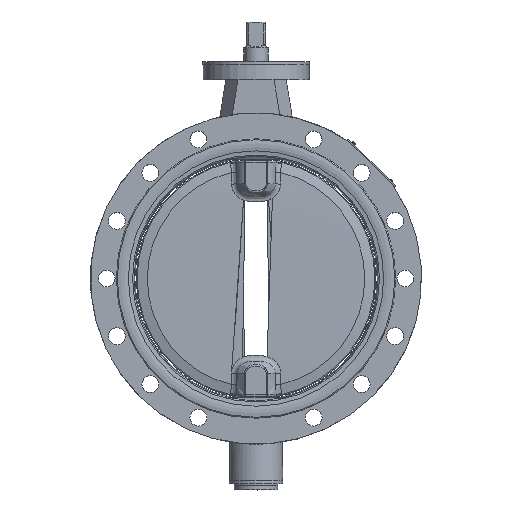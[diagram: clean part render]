
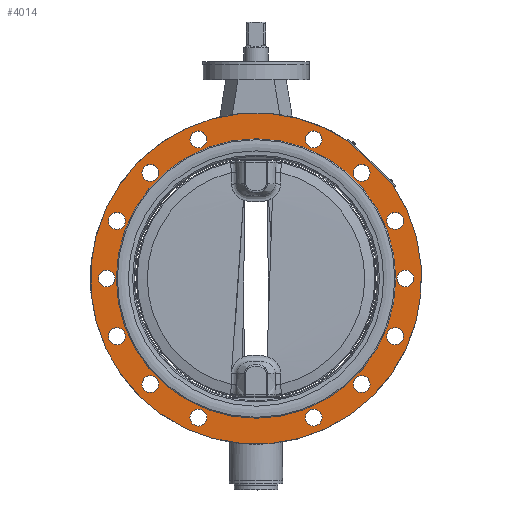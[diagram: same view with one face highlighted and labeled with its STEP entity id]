
A CAD part, top view. The second image highlights one B-rep face of the part: STEP entity #4014.
In plain terms, the highlighted planar face has unit normal (0, 0, 1).
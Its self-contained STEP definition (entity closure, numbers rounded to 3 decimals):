
#917=CARTESIAN_POINT('',(77.929,113.284,25.0));
#918=VERTEX_POINT('',#917);
#925=CARTESIAN_POINT('',(113.284,77.929,25.0));
#926=VERTEX_POINT('',#925);
#927=CARTESIAN_POINT('',(113.284,77.929,25.0));
#928=DIRECTION('',(-0.707,0.707,0.0));
#929=VECTOR('',#928,50.);
#930=LINE('',#927,#929);
#931=EDGE_CURVE('',#926,#918,#930,.T.);
#3369=CARTESIAN_POINT('',(-40.835,-115.485,25.0));
#3370=VERTEX_POINT('',#3369);
#3371=CARTESIAN_POINT('',(-47.835,-115.485,25.0));
#3372=DIRECTION('',(0.0,0.0,-1.0));
#3373=DIRECTION('',(-1.0,0.0,0.0));
#3374=AXIS2_PLACEMENT_3D('',#3371,#3372,#3373);
#3375=CIRCLE('',#3374,7.);
#3376=EDGE_CURVE('',#3370,#3370,#3375,.T.);
#3397=CARTESIAN_POINT('',(-80.681,-87.681,25.0));
#3398=VERTEX_POINT('',#3397);
#3399=CARTESIAN_POINT('',(-87.681,-87.681,25.0));
#3400=DIRECTION('',(0.0,0.0,-1.0));
#3401=DIRECTION('',(-1.0,0.0,0.0));
#3402=AXIS2_PLACEMENT_3D('',#3399,#3400,#3401);
#3403=CIRCLE('',#3402,7.);
#3404=EDGE_CURVE('',#3398,#3398,#3403,.T.);
#3425=CARTESIAN_POINT('',(-108.485,-47.835,25.0));
#3426=VERTEX_POINT('',#3425);
#3427=CARTESIAN_POINT('',(-115.485,-47.835,25.0));
#3428=DIRECTION('',(0.0,0.0,-1.0));
#3429=DIRECTION('',(-1.0,0.0,0.0));
#3430=AXIS2_PLACEMENT_3D('',#3427,#3428,#3429);
#3431=CIRCLE('',#3430,7.);
#3432=EDGE_CURVE('',#3426,#3426,#3431,.T.);
#3453=CARTESIAN_POINT('',(-117.,0.,25.0));
#3454=VERTEX_POINT('',#3453);
#3455=CARTESIAN_POINT('',(-124.0,0.0,25.0));
#3456=DIRECTION('',(0.0,0.0,-1.0));
#3457=DIRECTION('',(-1.0,0.0,0.0));
#3458=AXIS2_PLACEMENT_3D('',#3455,#3456,#3457);
#3459=CIRCLE('',#3458,7.);
#3460=EDGE_CURVE('',#3454,#3454,#3459,.T.);
#3481=CARTESIAN_POINT('',(-108.485,47.835,25.0));
#3482=VERTEX_POINT('',#3481);
#3483=CARTESIAN_POINT('',(-115.485,47.835,25.0));
#3484=DIRECTION('',(0.0,0.0,-1.0));
#3485=DIRECTION('',(-1.0,0.0,0.0));
#3486=AXIS2_PLACEMENT_3D('',#3483,#3484,#3485);
#3487=CIRCLE('',#3486,7.);
#3488=EDGE_CURVE('',#3482,#3482,#3487,.T.);
#3509=CARTESIAN_POINT('',(-80.681,87.681,25.0));
#3510=VERTEX_POINT('',#3509);
#3511=CARTESIAN_POINT('',(-87.681,87.681,25.0));
#3512=DIRECTION('',(0.0,0.0,-1.0));
#3513=DIRECTION('',(-1.0,0.0,0.0));
#3514=AXIS2_PLACEMENT_3D('',#3511,#3512,#3513);
#3515=CIRCLE('',#3514,7.);
#3516=EDGE_CURVE('',#3510,#3510,#3515,.T.);
#3537=CARTESIAN_POINT('',(-40.835,115.485,25.0));
#3538=VERTEX_POINT('',#3537);
#3539=CARTESIAN_POINT('',(-47.835,115.485,25.0));
#3540=DIRECTION('',(0.0,0.0,-1.0));
#3541=DIRECTION('',(-1.0,0.0,0.0));
#3542=AXIS2_PLACEMENT_3D('',#3539,#3540,#3541);
#3543=CIRCLE('',#3542,7.);
#3544=EDGE_CURVE('',#3538,#3538,#3543,.T.);
#3565=CARTESIAN_POINT('',(122.485,-47.835,25.0));
#3566=VERTEX_POINT('',#3565);
#3567=CARTESIAN_POINT('',(115.485,-47.835,25.0));
#3568=DIRECTION('',(0.0,0.0,-1.0));
#3569=DIRECTION('',(-1.0,0.0,0.0));
#3570=AXIS2_PLACEMENT_3D('',#3567,#3568,#3569);
#3571=CIRCLE('',#3570,7.);
#3572=EDGE_CURVE('',#3566,#3566,#3571,.T.);
#3593=CARTESIAN_POINT('',(94.681,-87.681,25.0));
#3594=VERTEX_POINT('',#3593);
#3595=CARTESIAN_POINT('',(87.681,-87.681,25.0));
#3596=DIRECTION('',(0.0,0.0,-1.0));
#3597=DIRECTION('',(-1.0,0.0,0.0));
#3598=AXIS2_PLACEMENT_3D('',#3595,#3596,#3597);
#3599=CIRCLE('',#3598,7.);
#3600=EDGE_CURVE('',#3594,#3594,#3599,.T.);
#3621=CARTESIAN_POINT('',(54.835,-115.485,25.0));
#3622=VERTEX_POINT('',#3621);
#3623=CARTESIAN_POINT('',(47.835,-115.485,25.0));
#3624=DIRECTION('',(0.0,0.0,-1.0));
#3625=DIRECTION('',(-1.0,0.0,0.0));
#3626=AXIS2_PLACEMENT_3D('',#3623,#3624,#3625);
#3627=CIRCLE('',#3626,7.);
#3628=EDGE_CURVE('',#3622,#3622,#3627,.T.);
#3649=CARTESIAN_POINT('',(54.835,115.485,25.0));
#3650=VERTEX_POINT('',#3649);
#3651=CARTESIAN_POINT('',(47.835,115.485,25.0));
#3652=DIRECTION('',(0.0,0.0,-1.0));
#3653=DIRECTION('',(-1.0,0.0,0.0));
#3654=AXIS2_PLACEMENT_3D('',#3651,#3652,#3653);
#3655=CIRCLE('',#3654,7.);
#3656=EDGE_CURVE('',#3650,#3650,#3655,.T.);
#3677=CARTESIAN_POINT('',(94.681,87.681,25.0));
#3678=VERTEX_POINT('',#3677);
#3679=CARTESIAN_POINT('',(87.681,87.681,25.0));
#3680=DIRECTION('',(0.0,0.0,-1.0));
#3681=DIRECTION('',(-1.0,0.0,0.0));
#3682=AXIS2_PLACEMENT_3D('',#3679,#3680,#3681);
#3683=CIRCLE('',#3682,7.);
#3684=EDGE_CURVE('',#3678,#3678,#3683,.T.);
#3705=CARTESIAN_POINT('',(122.485,47.835,25.0));
#3706=VERTEX_POINT('',#3705);
#3707=CARTESIAN_POINT('',(115.485,47.835,25.0));
#3708=DIRECTION('',(0.0,0.0,-1.0));
#3709=DIRECTION('',(-1.0,0.0,0.0));
#3710=AXIS2_PLACEMENT_3D('',#3707,#3708,#3709);
#3711=CIRCLE('',#3710,7.);
#3712=EDGE_CURVE('',#3706,#3706,#3711,.T.);
#3733=CARTESIAN_POINT('',(131.0,0.,25.0));
#3734=VERTEX_POINT('',#3733);
#3735=CARTESIAN_POINT('',(124.0,0.0,25.0));
#3736=DIRECTION('',(0.0,0.0,-1.0));
#3737=DIRECTION('',(-1.0,0.0,0.0));
#3738=AXIS2_PLACEMENT_3D('',#3735,#3736,#3737);
#3739=CIRCLE('',#3738,7.);
#3740=EDGE_CURVE('',#3734,#3734,#3739,.T.);
#3942=CARTESIAN_POINT('',(-116.0,0.,25.0));
#3943=VERTEX_POINT('',#3942);
#3944=CARTESIAN_POINT('',(0.0,0.0,25.0));
#3945=DIRECTION('',(0.0,0.0,1.0));
#3946=DIRECTION('',(1.0,0.0,0.0));
#3947=AXIS2_PLACEMENT_3D('',#3944,#3945,#3946);
#3948=CIRCLE('',#3947,116.0);
#3949=EDGE_CURVE('',#3943,#3943,#3948,.T.);
#3954=CARTESIAN_POINT('',(0.0,0.0,25.0));
#3955=DIRECTION('',(0.0,0.0,-1.0));
#3956=DIRECTION('',(-1.0,0.0,0.0));
#3957=AXIS2_PLACEMENT_3D('',#3954,#3955,#3956);
#3958=PLANE('',#3957);
#3959=ORIENTED_EDGE('',*,*,#931,.T.);
#3960=CARTESIAN_POINT('',(0.0,0.0,25.0));
#3961=DIRECTION('',(0.0,0.0,-1.0));
#3962=DIRECTION('',(-1.0,0.0,0.0));
#3963=AXIS2_PLACEMENT_3D('',#3960,#3961,#3962);
#3964=CIRCLE('',#3963,137.5);
#3965=EDGE_CURVE('',#926,#918,#3964,.T.);
#3966=ORIENTED_EDGE('',*,*,#3965,.F.);
#3967=EDGE_LOOP('',(#3959,#3966));
#3968=FACE_OUTER_BOUND('',#3967,.T.);
#3969=ORIENTED_EDGE('',*,*,#3376,.T.);
#3970=EDGE_LOOP('',(#3969));
#3971=FACE_BOUND('',#3970,.T.);
#3972=ORIENTED_EDGE('',*,*,#3404,.T.);
#3973=EDGE_LOOP('',(#3972));
#3974=FACE_BOUND('',#3973,.T.);
#3975=ORIENTED_EDGE('',*,*,#3432,.T.);
#3976=EDGE_LOOP('',(#3975));
#3977=FACE_BOUND('',#3976,.T.);
#3978=ORIENTED_EDGE('',*,*,#3460,.T.);
#3979=EDGE_LOOP('',(#3978));
#3980=FACE_BOUND('',#3979,.T.);
#3981=ORIENTED_EDGE('',*,*,#3488,.T.);
#3982=EDGE_LOOP('',(#3981));
#3983=FACE_BOUND('',#3982,.T.);
#3984=ORIENTED_EDGE('',*,*,#3516,.T.);
#3985=EDGE_LOOP('',(#3984));
#3986=FACE_BOUND('',#3985,.T.);
#3987=ORIENTED_EDGE('',*,*,#3544,.T.);
#3988=EDGE_LOOP('',(#3987));
#3989=FACE_BOUND('',#3988,.T.);
#3990=ORIENTED_EDGE('',*,*,#3572,.T.);
#3991=EDGE_LOOP('',(#3990));
#3992=FACE_BOUND('',#3991,.T.);
#3993=ORIENTED_EDGE('',*,*,#3600,.T.);
#3994=EDGE_LOOP('',(#3993));
#3995=FACE_BOUND('',#3994,.T.);
#3996=ORIENTED_EDGE('',*,*,#3628,.T.);
#3997=EDGE_LOOP('',(#3996));
#3998=FACE_BOUND('',#3997,.T.);
#3999=ORIENTED_EDGE('',*,*,#3656,.T.);
#4000=EDGE_LOOP('',(#3999));
#4001=FACE_BOUND('',#4000,.T.);
#4002=ORIENTED_EDGE('',*,*,#3684,.T.);
#4003=EDGE_LOOP('',(#4002));
#4004=FACE_BOUND('',#4003,.T.);
#4005=ORIENTED_EDGE('',*,*,#3712,.T.);
#4006=EDGE_LOOP('',(#4005));
#4007=FACE_BOUND('',#4006,.T.);
#4008=ORIENTED_EDGE('',*,*,#3740,.T.);
#4009=EDGE_LOOP('',(#4008));
#4010=FACE_BOUND('',#4009,.T.);
#4011=ORIENTED_EDGE('',*,*,#3949,.F.);
#4012=EDGE_LOOP('',(#4011));
#4013=FACE_BOUND('',#4012,.T.);
#4014=ADVANCED_FACE('',(#3968,#3971,#3974,#3977,#3980,#3983,#3986,#3989,#3992,#3995,#3998,#4001,#4004,#4007,#4010,#4013),#3958,.F.);
